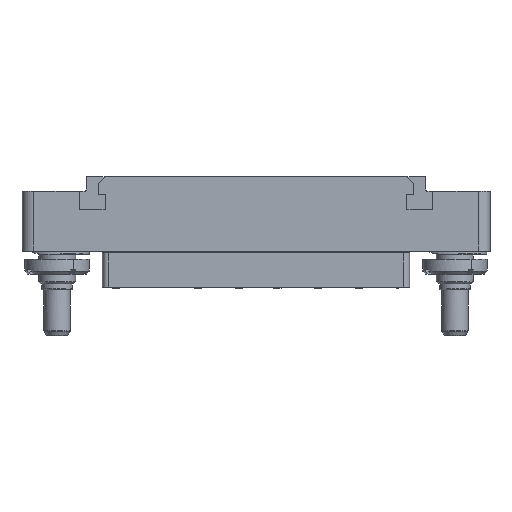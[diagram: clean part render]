
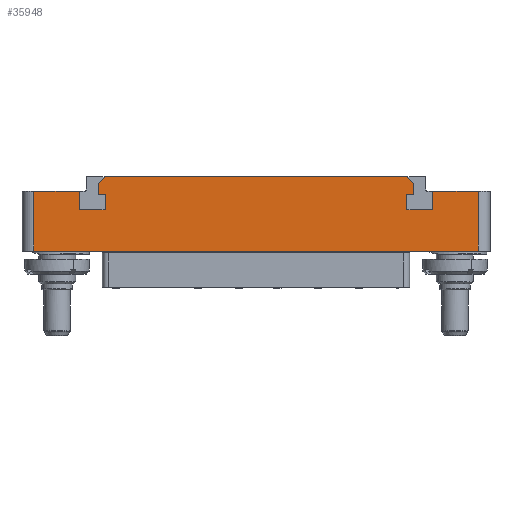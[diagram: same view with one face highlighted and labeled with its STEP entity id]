
A CAD part, top view. The second image highlights one B-rep face of the part: STEP entity #35948.
In plain terms, the highlighted planar face has unit normal (0, 0, 1).
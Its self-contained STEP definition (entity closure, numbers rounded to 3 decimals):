
#1=DIRECTION('',(-1.,0.,0.));
#2=VECTOR('',#1,76.);
#3=CARTESIAN_POINT('',(38.,0.,7.));
#4=LINE('',#3,#2);
#5=DIRECTION('',(1.,0.,0.));
#6=VECTOR('',#5,7.8);
#7=CARTESIAN_POINT('',(-38.,10.25,7.));
#8=LINE('',#7,#6);
#9=DIRECTION('',(0.,-1.,0.));
#10=VECTOR('',#9,3.2);
#11=CARTESIAN_POINT('',(-30.2,10.25,7.));
#12=LINE('',#11,#10);
#13=DIRECTION('',(1.,0.,0.));
#14=VECTOR('',#13,4.4);
#15=CARTESIAN_POINT('',(-30.2,7.05,7.));
#16=LINE('',#15,#14);
#17=DIRECTION('',(0.,1.,0.));
#18=VECTOR('',#17,2.6);
#19=CARTESIAN_POINT('',(-25.8,7.05,7.));
#20=LINE('',#19,#18);
#21=DIRECTION('',(-1.,0.,0.));
#22=VECTOR('',#21,1.2);
#23=CARTESIAN_POINT('',(-25.8,9.65,7.));
#24=LINE('',#23,#22);
#25=DIRECTION('',(0.,-1.,0.));
#26=VECTOR('',#25,1.9);
#27=CARTESIAN_POINT('',(-27.,11.55,7.));
#28=LINE('',#27,#26);
#29=DIRECTION('',(1.,0.,0.));
#30=VECTOR('',#29,51.6);
#31=CARTESIAN_POINT('',(-25.8,12.75,7.));
#32=LINE('',#31,#30);
#33=DIRECTION('',(0.,-1.,0.));
#34=VECTOR('',#33,1.9);
#35=CARTESIAN_POINT('',(27.,11.55,7.));
#36=LINE('',#35,#34);
#37=DIRECTION('',(-1.,0.,0.));
#38=VECTOR('',#37,1.2);
#39=CARTESIAN_POINT('',(27.,9.65,7.));
#40=LINE('',#39,#38);
#41=DIRECTION('',(0.,-1.,0.));
#42=VECTOR('',#41,2.6);
#43=CARTESIAN_POINT('',(25.8,9.65,7.));
#44=LINE('',#43,#42);
#45=DIRECTION('',(1.,0.,0.));
#46=VECTOR('',#45,4.4);
#47=CARTESIAN_POINT('',(25.8,7.05,7.));
#48=LINE('',#47,#46);
#49=DIRECTION('',(0.,1.,0.));
#50=VECTOR('',#49,3.2);
#51=CARTESIAN_POINT('',(30.2,7.05,7.));
#52=LINE('',#51,#50);
#53=DIRECTION('',(1.,0.,0.));
#54=VECTOR('',#53,7.8);
#55=CARTESIAN_POINT('',(30.2,10.25,7.));
#56=LINE('',#55,#54);
#57=DIRECTION('',(0.,1.,0.));
#58=VECTOR('',#57,10.25);
#59=CARTESIAN_POINT('',(38.,0.,7.));
#60=LINE('',#59,#58);
#751=DIRECTION('',(0.707,-0.707,0.));
#752=VECTOR('',#751,1.697);
#753=CARTESIAN_POINT('',(25.8,12.75,7.));
#754=LINE('',#753,#752);
#775=DIRECTION('',(-0.707,-0.707,0.));
#776=VECTOR('',#775,1.697);
#777=CARTESIAN_POINT('',(-25.8,12.75,7.));
#778=LINE('',#777,#776);
#1335=DIRECTION('',(0.,-1.,0.));
#1336=VECTOR('',#1335,10.25);
#1337=CARTESIAN_POINT('',(-38.,10.25,7.));
#1338=LINE('',#1337,#1336);
#30367=CARTESIAN_POINT('',(-30.2,10.25,7.));
#30368=CARTESIAN_POINT('',(-30.2,7.05,7.));
#30369=VERTEX_POINT('',#30367);
#30370=VERTEX_POINT('',#30368);
#30371=CARTESIAN_POINT('',(-25.8,7.05,7.));
#30372=VERTEX_POINT('',#30371);
#30373=CARTESIAN_POINT('',(-25.8,9.65,7.));
#30374=VERTEX_POINT('',#30373);
#30375=CARTESIAN_POINT('',(-27.,9.65,7.));
#30376=VERTEX_POINT('',#30375);
#30377=CARTESIAN_POINT('',(27.,9.65,7.));
#30378=CARTESIAN_POINT('',(25.8,9.65,7.));
#30379=VERTEX_POINT('',#30377);
#30380=VERTEX_POINT('',#30378);
#30381=CARTESIAN_POINT('',(25.8,7.05,7.));
#30382=VERTEX_POINT('',#30381);
#30383=CARTESIAN_POINT('',(30.2,7.05,7.));
#30384=VERTEX_POINT('',#30383);
#30385=CARTESIAN_POINT('',(30.2,10.25,7.));
#30386=VERTEX_POINT('',#30385);
#30391=CARTESIAN_POINT('',(-25.8,12.75,7.));
#30393=VERTEX_POINT('',#30391);
#30395=CARTESIAN_POINT('',(-27.,11.55,7.));
#30397=VERTEX_POINT('',#30395);
#30399=CARTESIAN_POINT('',(25.8,12.75,7.));
#30401=VERTEX_POINT('',#30399);
#30403=CARTESIAN_POINT('',(27.,11.55,7.));
#30405=VERTEX_POINT('',#30403);
#30495=CARTESIAN_POINT('',(38.,0.,7.));
#30496=CARTESIAN_POINT('',(38.,10.25,7.));
#30497=VERTEX_POINT('',#30495);
#30498=VERTEX_POINT('',#30496);
#30503=CARTESIAN_POINT('',(-38.,10.25,7.));
#30504=CARTESIAN_POINT('',(-38.,0.,7.));
#30505=VERTEX_POINT('',#30503);
#30506=VERTEX_POINT('',#30504);
#35905=CARTESIAN_POINT('',(0.,0.,7.));
#35906=DIRECTION('',(0.,0.,-1.));
#35907=DIRECTION('',(-1.,0.,0.));
#35908=AXIS2_PLACEMENT_3D('',#35905,#35906,#35907);
#35909=PLANE('',#35908);
#35911=ORIENTED_EDGE('',*,*,#35910,.F.);
#35913=ORIENTED_EDGE('',*,*,#35912,.T.);
#35915=ORIENTED_EDGE('',*,*,#35914,.F.);
#35917=ORIENTED_EDGE('',*,*,#35916,.T.);
#35919=ORIENTED_EDGE('',*,*,#35918,.T.);
#35921=ORIENTED_EDGE('',*,*,#35920,.T.);
#35923=ORIENTED_EDGE('',*,*,#35922,.T.);
#35925=ORIENTED_EDGE('',*,*,#35924,.T.);
#35927=ORIENTED_EDGE('',*,*,#35926,.F.);
#35929=ORIENTED_EDGE('',*,*,#35928,.F.);
#35931=ORIENTED_EDGE('',*,*,#35930,.T.);
#35933=ORIENTED_EDGE('',*,*,#35932,.T.);
#35935=ORIENTED_EDGE('',*,*,#35934,.T.);
#35937=ORIENTED_EDGE('',*,*,#35936,.T.);
#35939=ORIENTED_EDGE('',*,*,#35938,.T.);
#35941=ORIENTED_EDGE('',*,*,#35940,.T.);
#35943=ORIENTED_EDGE('',*,*,#35942,.T.);
#35945=ORIENTED_EDGE('',*,*,#35944,.T.);
#35946=EDGE_LOOP('',(#35911,#35913,#35915,#35917,#35919,#35921,#35923,#35925,
#35927,#35929,#35931,#35933,#35935,#35937,#35939,#35941,#35943,#35945));
#35947=FACE_OUTER_BOUND('',#35946,.F.);
#35948=ADVANCED_FACE('',(#35947),#35909,.F.);
#35910=EDGE_CURVE('',#30497,#30498,#60,.T.);
#35912=EDGE_CURVE('',#30497,#30506,#4,.T.);
#35914=EDGE_CURVE('',#30505,#30506,#1338,.T.);
#35916=EDGE_CURVE('',#30505,#30369,#8,.T.);
#35918=EDGE_CURVE('',#30369,#30370,#12,.T.);
#35920=EDGE_CURVE('',#30370,#30372,#16,.T.);
#35922=EDGE_CURVE('',#30372,#30374,#20,.T.);
#35924=EDGE_CURVE('',#30374,#30376,#24,.T.);
#35926=EDGE_CURVE('',#30397,#30376,#28,.T.);
#35928=EDGE_CURVE('',#30393,#30397,#778,.T.);
#35930=EDGE_CURVE('',#30393,#30401,#32,.T.);
#35932=EDGE_CURVE('',#30401,#30405,#754,.T.);
#35934=EDGE_CURVE('',#30405,#30379,#36,.T.);
#35936=EDGE_CURVE('',#30379,#30380,#40,.T.);
#35938=EDGE_CURVE('',#30380,#30382,#44,.T.);
#35940=EDGE_CURVE('',#30382,#30384,#48,.T.);
#35942=EDGE_CURVE('',#30384,#30386,#52,.T.);
#35944=EDGE_CURVE('',#30386,#30498,#56,.T.);
